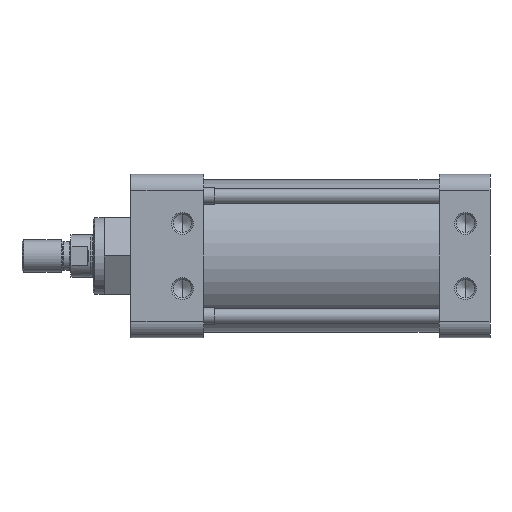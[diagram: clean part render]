
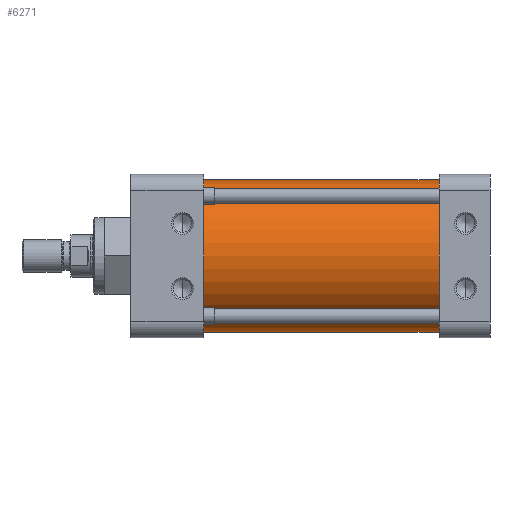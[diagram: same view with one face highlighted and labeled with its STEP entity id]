
A CAD part, front view. The second image highlights one B-rep face of the part: STEP entity #6271.
In plain terms, the highlighted cylindrical face has radius 44.45 mm (diameter 88.9 mm), a partial arc.
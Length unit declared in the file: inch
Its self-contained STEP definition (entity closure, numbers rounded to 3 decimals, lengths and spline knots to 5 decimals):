
#75 = LINE ( 'NONE', #1701, #11396 ) ;
#85 = ORIENTED_EDGE ( 'NONE', *, *, #6896, .T. ) ;
#218 = VERTEX_POINT ( 'NONE', #7733 ) ;
#642 = CARTESIAN_POINT ( 'NONE',  ( 7.076, 0., 0. ) ) ;
#694 = DIRECTION ( 'NONE',  ( 0., 0., -1. ) ) ;
#1701 = CARTESIAN_POINT ( 'NONE',  ( 7.076, 0., 1.75 ) ) ;
#1896 = CARTESIAN_POINT ( 'NONE',  ( 1.67, 0., 1.75 ) ) ;
#2236 = CYLINDRICAL_SURFACE ( 'NONE', #12921, 1.75 ) ;
#2610 = VECTOR ( 'NONE', #4098, 39.37008 ) ;
#2899 = DIRECTION ( 'NONE',  ( 1., 0., 0. ) ) ;
#2934 = CARTESIAN_POINT ( 'NONE',  ( 7.076, 0., -1.75 ) ) ;
#3775 = EDGE_CURVE ( 'NONE', #218, #12629, #4946, .T. ) ;
#4015 = DIRECTION ( 'NONE',  ( 1., 0., 0. ) ) ;
#4033 = FACE_OUTER_BOUND ( 'NONE', #9786, .T. ) ;
#4098 = DIRECTION ( 'NONE',  ( 1., 0., 0. ) ) ;
#4172 = VERTEX_POINT ( 'NONE', #1896 ) ;
#4345 = DIRECTION ( 'NONE',  ( -1., 0., 0. ) ) ;
#4946 = CIRCLE ( 'NONE', #10378, 1.75 ) ;
#5242 = CARTESIAN_POINT ( 'NONE',  ( 7.076, 0., 1.75 ) ) ;
#6271 = ADVANCED_FACE ( 'NONE', ( #4033 ), #2236, .T. ) ;
#6479 = DIRECTION ( 'NONE',  ( 1., 0., 0. ) ) ;
#6896 = EDGE_CURVE ( 'NONE', #9242, #218, #8245, .T. ) ;
#7733 = CARTESIAN_POINT ( 'NONE',  ( 7.076, 0., -1.75 ) ) ;
#8012 = CIRCLE ( 'NONE', #13439, 1.75 ) ;
#8245 = LINE ( 'NONE', #2934, #2610 ) ;
#8977 = ORIENTED_EDGE ( 'NONE', *, *, #3775, .T. ) ;
#9242 = VERTEX_POINT ( 'NONE', #12474 ) ;
#9786 = EDGE_LOOP ( 'NONE', ( #10672, #10079, #85, #8977 ) ) ;
#10079 = ORIENTED_EDGE ( 'NONE', *, *, #13331, .T. ) ;
#10378 = AXIS2_PLACEMENT_3D ( 'NONE', #11067, #4345, #12233 ) ;
#10672 = ORIENTED_EDGE ( 'NONE', *, *, #14575, .F. ) ;
#11067 = CARTESIAN_POINT ( 'NONE',  ( 7.076, 0., 0. ) ) ;
#11396 = VECTOR ( 'NONE', #4015, 39.37008 ) ;
#12233 = DIRECTION ( 'NONE',  ( 0., 0., -1. ) ) ;
#12474 = CARTESIAN_POINT ( 'NONE',  ( 1.67, 0., -1.75 ) ) ;
#12629 = VERTEX_POINT ( 'NONE', #5242 ) ;
#12921 = AXIS2_PLACEMENT_3D ( 'NONE', #642, #2899, #694 ) ;
#13271 = CARTESIAN_POINT ( 'NONE',  ( 1.67, 0., 0. ) ) ;
#13331 = EDGE_CURVE ( 'NONE', #4172, #9242, #8012, .T. ) ;
#13439 = AXIS2_PLACEMENT_3D ( 'NONE', #13271, #6479, #14404 ) ;
#14404 = DIRECTION ( 'NONE',  ( 0., 0., -1. ) ) ;
#14575 = EDGE_CURVE ( 'NONE', #4172, #12629, #75, .T. ) ;
